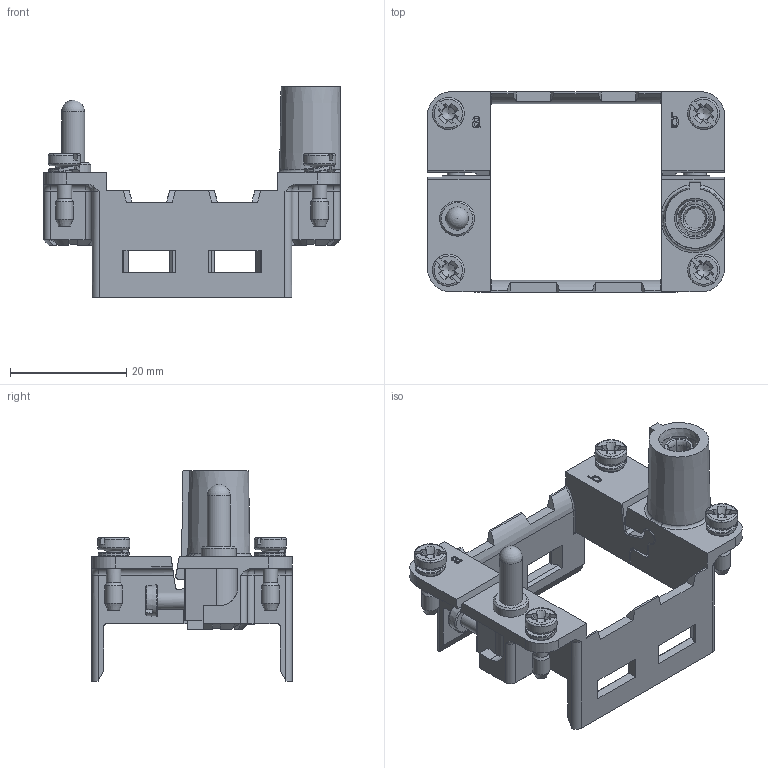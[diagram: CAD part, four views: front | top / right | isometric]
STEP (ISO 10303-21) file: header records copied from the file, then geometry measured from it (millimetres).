
FILE_DESCRIPTION(/* description */ (''),/* implementation_level */ '2;1');
FILE_NAME(/* name */ '100219383ugm000_c.stp',/* time_stamp */ '2015-07-31T15:23:56+02:00',/* author */ (''),/* organization */ (''),/* preprocessor_version */ 'ST-DEVELOPER v15',/* originating_system */ 'SIEMENS PLM Software NX 8.5',/* authorisation */ '');
FILE_SCHEMA (('AUTOMOTIVE_DESIGN { 1 0 10303 214 3 1 1 1 }'));
Length unit declared in the file: millimetre
Products named in the file (1): 100219383ugm000_c
Bounding box: 51.15 x 34.5 x 36.3 mm (x, y, z)
Volume: 7859.4 mm3; surface area: 9236.7 mm2
Topology: 2 solids, 3 shells, 976 faces, 2643 edges, 1713 vertices
Faces by surface type: plane 597, bspline 119, cylinder 109, cone 83, extrusion 38, torus 27, sphere 3
Full cylindrical faces by diameter (mm): 0.55 x1, 0.65 x1, 2.227 x2, 2.426 x2, 2.5 x10, 2.68 x1, 3 x5, 3.12 x2, 3.35 x1, 3.975 x1, 4 x1, 4.85 x1, 5.5 x5, 6.05 x1, 6.35 x1
Entity records: 35926 total; most frequent: CARTESIAN_POINT 10421, ORIENTED_EDGE 5022, DIRECTION 4181, EDGE_CURVE 2511, VERTEX_POINT 1669, VECTOR 1469, LINE 1431, AXIS2_PLACEMENT_3D 1356
